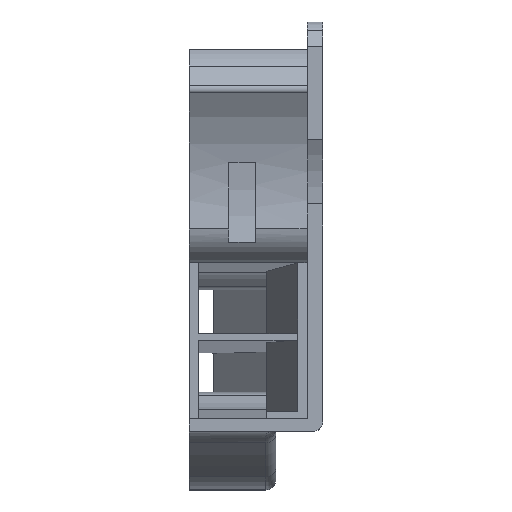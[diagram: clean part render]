
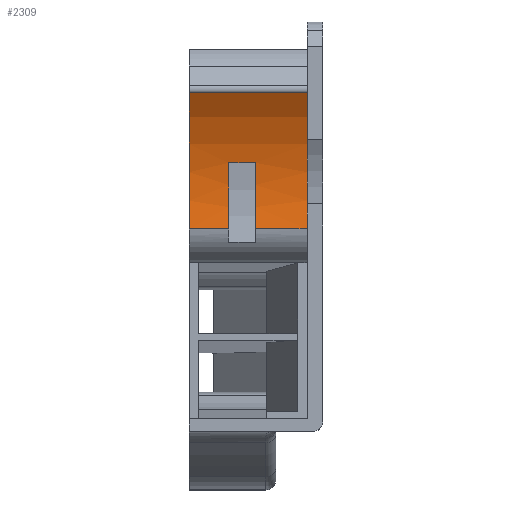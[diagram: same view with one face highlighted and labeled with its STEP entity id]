
A CAD part, top view. The second image highlights one B-rep face of the part: STEP entity #2309.
In plain terms, the highlighted cylindrical face has radius 22.322 mm (diameter 44.644 mm), a partial arc.
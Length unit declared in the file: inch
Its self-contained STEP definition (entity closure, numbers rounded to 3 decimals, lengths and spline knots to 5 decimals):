
#80=CIRCLE('',#2515,0.87882);
#81=CIRCLE('',#2516,0.87882);
#82=CIRCLE('',#2517,0.87882);
#83=CIRCLE('',#2518,0.87882);
#246=FACE_OUTER_BOUND('',#381,.T.);
#381=EDGE_LOOP('',(#1828,#1829,#1830,#1831,#1832,#1833,#1834,#1835));
#592=LINE('',#3937,#825);
#593=LINE('',#3941,#826);
#594=LINE('',#3945,#827);
#595=LINE('',#3948,#828);
#825=VECTOR('',#2985,0.3937);
#826=VECTOR('',#2988,0.3937);
#827=VECTOR('',#2991,0.3937);
#828=VECTOR('',#2994,0.3937);
#1068=VERTEX_POINT('',#3933);
#1069=VERTEX_POINT('',#3934);
#1070=VERTEX_POINT('',#3936);
#1071=VERTEX_POINT('',#3938);
#1072=VERTEX_POINT('',#3940);
#1073=VERTEX_POINT('',#3942);
#1074=VERTEX_POINT('',#3944);
#1075=VERTEX_POINT('',#3946);
#1348=EDGE_CURVE('',#1068,#1069,#80,.T.);
#1349=EDGE_CURVE('',#1068,#1070,#592,.T.);
#1350=EDGE_CURVE('',#1070,#1071,#81,.T.);
#1351=EDGE_CURVE('',#1072,#1071,#593,.T.);
#1352=EDGE_CURVE('',#1073,#1072,#82,.T.);
#1353=EDGE_CURVE('',#1073,#1074,#594,.T.);
#1354=EDGE_CURVE('',#1075,#1074,#83,.T.);
#1355=EDGE_CURVE('',#1069,#1075,#595,.T.);
#1828=ORIENTED_EDGE('',*,*,#1348,.F.);
#1829=ORIENTED_EDGE('',*,*,#1349,.T.);
#1830=ORIENTED_EDGE('',*,*,#1350,.T.);
#1831=ORIENTED_EDGE('',*,*,#1351,.F.);
#1832=ORIENTED_EDGE('',*,*,#1352,.F.);
#1833=ORIENTED_EDGE('',*,*,#1353,.T.);
#1834=ORIENTED_EDGE('',*,*,#1354,.F.);
#1835=ORIENTED_EDGE('',*,*,#1355,.F.);
#2224=CYLINDRICAL_SURFACE('',#2514,0.87882);
#2309=ADVANCED_FACE('',(#246),#2224,.F.);
#2514=AXIS2_PLACEMENT_3D('',#3932,#2981,#2982);
#2515=AXIS2_PLACEMENT_3D('',#3935,#2983,#2984);
#2516=AXIS2_PLACEMENT_3D('',#3939,#2986,#2987);
#2517=AXIS2_PLACEMENT_3D('',#3943,#2989,#2990);
#2518=AXIS2_PLACEMENT_3D('',#3947,#2992,#2993);
#2981=DIRECTION('center_axis',(1.,0.,0.));
#2982=DIRECTION('ref_axis',(0.,0.563,-0.827));
#2983=DIRECTION('center_axis',(1.,0.,0.));
#2984=DIRECTION('ref_axis',(0.,0.563,-0.827));
#2985=DIRECTION('',(1.,0.,0.));
#2986=DIRECTION('center_axis',(1.,0.,0.));
#2987=DIRECTION('ref_axis',(0.,0.563,-0.827));
#2988=DIRECTION('',(1.,0.,0.));
#2989=DIRECTION('center_axis',(1.,0.,0.));
#2990=DIRECTION('ref_axis',(0.,0.563,-0.827));
#2991=DIRECTION('',(1.,0.,0.));
#2992=DIRECTION('center_axis',(-1.,0.,0.));
#2993=DIRECTION('ref_axis',(0.,0.563,-0.827));
#2994=DIRECTION('',(-1.,0.,0.));
#3932=CARTESIAN_POINT('Origin',(2.53422,5.33414,4.29489));
#3933=CARTESIAN_POINT('',(2.86922,5.14037,3.4377));
#3934=CARTESIAN_POINT('',(2.86922,5.47307,3.42713));
#3935=CARTESIAN_POINT('Origin',(2.86922,5.33414,4.29489));
#3936=CARTESIAN_POINT('',(3.12922,5.14037,3.4377));
#3937=CARTESIAN_POINT('',(2.53422,5.14037,3.4377));
#3938=CARTESIAN_POINT('',(3.12922,5.82874,3.56847));
#3939=CARTESIAN_POINT('Origin',(3.12922,5.33414,4.29489));
#3940=CARTESIAN_POINT('',(2.53422,5.82874,3.56847));
#3941=CARTESIAN_POINT('',(2.53422,5.82874,3.56847));
#3942=CARTESIAN_POINT('',(2.53422,5.14037,3.4377));
#3943=CARTESIAN_POINT('Origin',(2.53422,5.33414,4.29489));
#3944=CARTESIAN_POINT('',(2.73422,5.14037,3.4377));
#3945=CARTESIAN_POINT('',(2.53422,5.14037,3.4377));
#3946=CARTESIAN_POINT('',(2.73422,5.47307,3.42713));
#3947=CARTESIAN_POINT('Origin',(2.73422,5.33414,4.29489));
#3948=CARTESIAN_POINT('',(2.53422,5.47307,3.42713));
